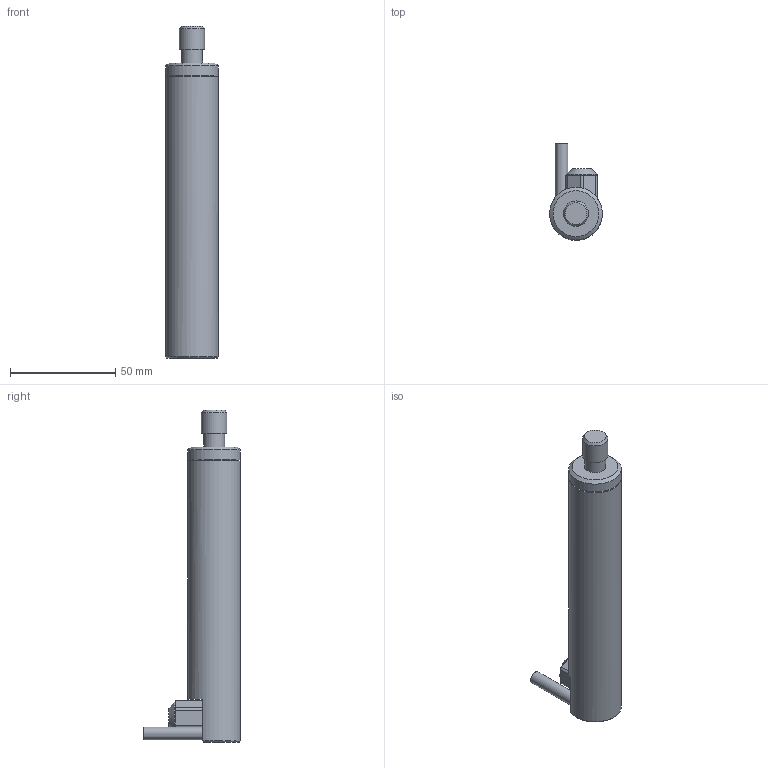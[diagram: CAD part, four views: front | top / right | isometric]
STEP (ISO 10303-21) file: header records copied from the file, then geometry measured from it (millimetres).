
FILE_DESCRIPTION(/* description */ (''),/* implementation_level */ '2;1');
FILE_NAME(/* name */ 'broche HF.stp',/* time_stamp */ '2015-10-06T09:11:29+02:00',/* author */ ('AIm'),/* organization */ (''),/* preprocessor_version */ 'ST-DEVELOPER v16.1',/* originating_system */ 'Autodesk Inventor 2016',/* authorisation */ '');
FILE_SCHEMA (('AUTOMOTIVE_DESIGN { 1 0 10303 214 3 1 1 }'));
Length unit declared in the file: millimetre
Products named in the file (1): broche HF
Bounding box: 25 x 46 x 157.6 mm (x, y, z)
Volume: 71707.1 mm3; surface area: 13906 mm2
Topology: 1 solids, 1 shells, 35 faces, 73 edges, 47 vertices
Faces by surface type: plane 18, cylinder 13, cone 4
Full cylindrical faces by diameter (mm): 6 x1, 10 x1, 12 x1, 14.85 x1, 22 x1, 25 x2
Entity records: 905 total; most frequent: DIRECTION 163, CARTESIAN_POINT 150, ORIENTED_EDGE 124, AXIS2_PLACEMENT_3D 67, EDGE_CURVE 62, EDGE_LOOP 52, VERTEX_POINT 46, FACE_OUTER_BOUND 35
